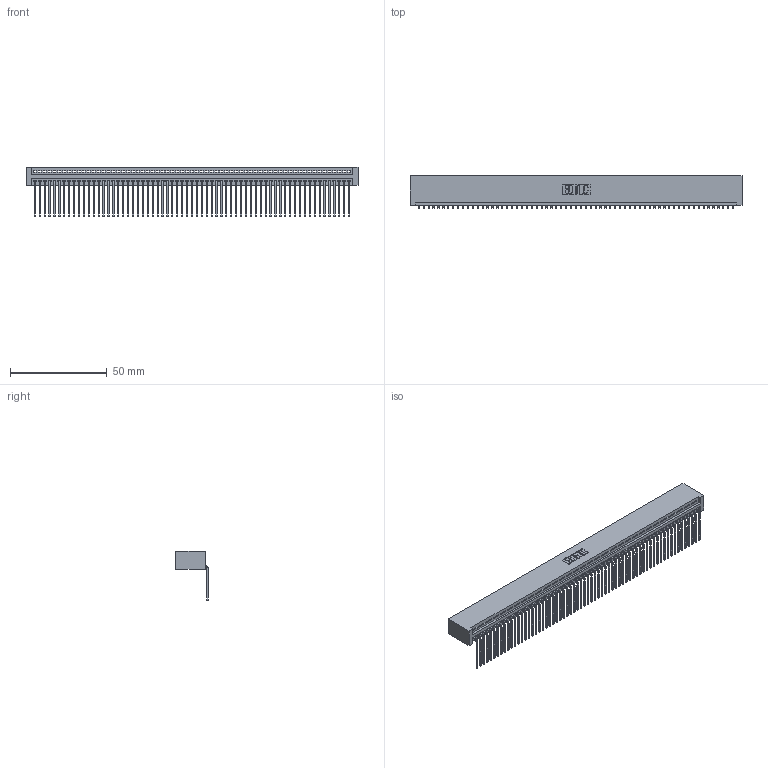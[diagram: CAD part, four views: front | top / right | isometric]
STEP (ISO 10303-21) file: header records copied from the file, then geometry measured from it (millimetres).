
FILE_DESCRIPTION (( 'STEP AP203' ), '1' );
FILE_NAME ('345-065-559-101.STEP', '2018-09-28T15:25:11', ( '' ), ( '' ), 'SwSTEP 2.0', 'SolidWorks 2016', '' );
FILE_SCHEMA (( 'CONFIG_CONTROL_DESIGN' ));
Length unit declared in the file: inch
Products named in the file (3): 345-292-001_558 559 Tail - 1; 345 Part_No Mounting Lugs; 345-065-559-101
Assembly tree (66 placements, depth 2):
  345-065-559-101
    345 Part_No Mounting Lugs
    345-292-001_558 559 Tail - 1  x65
Bounding box: 171.7 x 16.75 x 25.53 mm (x, y, z)
Volume: 17298 mm3; surface area: 24762.7 mm2
Topology: 66 solids, 66 shells, 4018 faces, 12147 edges, 8010 vertices
Faces by surface type: plane 2806, cylinder 1212
Entity records: 45631 total; most frequent: CARTESIAN_POINT 7911, ORIENTED_EDGE 7910, DIRECTION 6869, EDGE_CURVE 3955, LINE 3571, VECTOR 3571, VERTEX_POINT 2634, AXIS2_PLACEMENT_3D 1649
